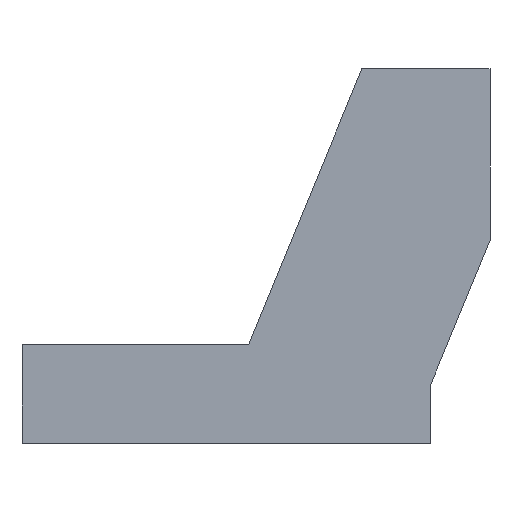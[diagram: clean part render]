
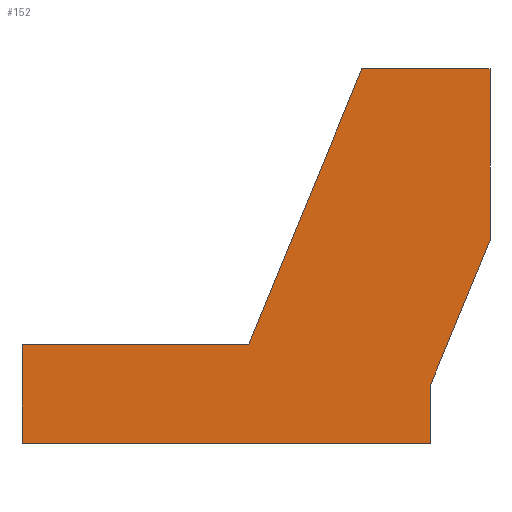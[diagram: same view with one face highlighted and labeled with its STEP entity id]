
A CAD part, front view. The second image highlights one B-rep face of the part: STEP entity #152.
In plain terms, the highlighted planar face has unit normal (0, -1, 0).
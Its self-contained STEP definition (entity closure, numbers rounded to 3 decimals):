
#1 = DIRECTION ( 'NONE',  ( -1., 0., 0. ) ) ;
#62 = CARTESIAN_POINT ( 'NONE',  ( 130., -236.167, -119. ) ) ;
#84 = VECTOR ( 'NONE', #100, 1000. ) ;
#93 = ORIENTED_EDGE ( 'NONE', *, *, #1223, .T. ) ;
#100 = DIRECTION ( 'NONE',  ( 0.38, 0., 0.925 ) ) ;
#113 = CARTESIAN_POINT ( 'NONE',  ( 130., -236.167, -119. ) ) ;
#132 = VECTOR ( 'NONE', #1, 1000. ) ;
#141 = VERTEX_POINT ( 'NONE', #920 ) ;
#152 = ADVANCED_FACE ( 'NONE', ( #1133 ), #751, .T. ) ;
#168 = LINE ( 'NONE', #798, #840 ) ;
#219 = CARTESIAN_POINT ( 'NONE',  ( 130., -236.167, -109. ) ) ;
#230 = VERTEX_POINT ( 'NONE', #219 ) ;
#279 = CARTESIAN_POINT ( 'NONE',  ( 130., -236.167, -119. ) ) ;
#307 = ORIENTED_EDGE ( 'NONE', *, *, #514, .T. ) ;
#321 = VECTOR ( 'NONE', #774, 1000. ) ;
#324 = LINE ( 'NONE', #769, #1014 ) ;
#347 = EDGE_CURVE ( 'NONE', #733, #711, #946, .T. ) ;
#359 = VERTEX_POINT ( 'NONE', #878 ) ;
#405 = DIRECTION ( 'NONE',  ( -0.38, 0., -0.925 ) ) ;
#432 = LINE ( 'NONE', #279, #321 ) ;
#442 = AXIS2_PLACEMENT_3D ( 'NONE', #62, #959, #755 ) ;
#481 = ORIENTED_EDGE ( 'NONE', *, *, #678, .T. ) ;
#509 = CARTESIAN_POINT ( 'NONE',  ( 171.5, -236.167, -113. ) ) ;
#514 = EDGE_CURVE ( 'NONE', #711, #1198, #324, .T. ) ;
#526 = DIRECTION ( 'NONE',  ( 0., 0., 1. ) ) ;
#587 = VECTOR ( 'NONE', #782, 1000. ) ;
#611 = CARTESIAN_POINT ( 'NONE',  ( 130., -236.167, -109. ) ) ;
#613 = EDGE_LOOP ( 'NONE', ( #1099, #802, #830, #307, #481, #832, #933, #93 ) ) ;
#620 = CARTESIAN_POINT ( 'NONE',  ( 177.5, -236.167, -98.391 ) ) ;
#670 = LINE ( 'NONE', #611, #132 ) ;
#678 = EDGE_CURVE ( 'NONE', #1198, #141, #168, .T. ) ;
#686 = EDGE_CURVE ( 'NONE', #141, #230, #670, .T. ) ;
#693 = VERTEX_POINT ( 'NONE', #113 ) ;
#711 = VERTEX_POINT ( 'NONE', #805 ) ;
#725 = EDGE_CURVE ( 'NONE', #359, #733, #828, .T. ) ;
#733 = VERTEX_POINT ( 'NONE', #620 ) ;
#740 = EDGE_CURVE ( 'NONE', #1015, #359, #1112, .T. ) ;
#743 = CARTESIAN_POINT ( 'NONE',  ( 164.5, -236.167, -81. ) ) ;
#751 = PLANE ( 'NONE',  #442 ) ;
#755 = DIRECTION ( 'NONE',  ( 0., 0., -1. ) ) ;
#769 = CARTESIAN_POINT ( 'NONE',  ( 130., -236.167, -81. ) ) ;
#774 = DIRECTION ( 'NONE',  ( 0., 0., -1. ) ) ;
#782 = DIRECTION ( 'NONE',  ( 0., 0., 1. ) ) ;
#798 = CARTESIAN_POINT ( 'NONE',  ( 164.5, -236.167, -81. ) ) ;
#799 = LINE ( 'NONE', #1257, #1028 ) ;
#802 = ORIENTED_EDGE ( 'NONE', *, *, #725, .T. ) ;
#805 = CARTESIAN_POINT ( 'NONE',  ( 177.5, -236.167, -81. ) ) ;
#813 = VECTOR ( 'NONE', #526, 1000. ) ;
#827 = CARTESIAN_POINT ( 'NONE',  ( 171.5, -236.167, -119. ) ) ;
#828 = LINE ( 'NONE', #509, #84 ) ;
#830 = ORIENTED_EDGE ( 'NONE', *, *, #347, .T. ) ;
#832 = ORIENTED_EDGE ( 'NONE', *, *, #686, .T. ) ;
#840 = VECTOR ( 'NONE', #405, 1000. ) ;
#878 = CARTESIAN_POINT ( 'NONE',  ( 171.5, -236.167, -113. ) ) ;
#920 = CARTESIAN_POINT ( 'NONE',  ( 153., -236.167, -109. ) ) ;
#933 = ORIENTED_EDGE ( 'NONE', *, *, #1296, .T. ) ;
#946 = LINE ( 'NONE', #1190, #587 ) ;
#955 = DIRECTION ( 'NONE',  ( 1., 0., 0. ) ) ;
#959 = DIRECTION ( 'NONE',  ( 0., -1., 0. ) ) ;
#968 = DIRECTION ( 'NONE',  ( -1., 0., 0. ) ) ;
#1014 = VECTOR ( 'NONE', #968, 1000. ) ;
#1015 = VERTEX_POINT ( 'NONE', #827 ) ;
#1028 = VECTOR ( 'NONE', #955, 1000. ) ;
#1099 = ORIENTED_EDGE ( 'NONE', *, *, #740, .T. ) ;
#1112 = LINE ( 'NONE', #1119, #813 ) ;
#1119 = CARTESIAN_POINT ( 'NONE',  ( 171.5, -236.167, -119. ) ) ;
#1133 = FACE_OUTER_BOUND ( 'NONE', #613, .T. ) ;
#1190 = CARTESIAN_POINT ( 'NONE',  ( 177.5, -236.167, -119. ) ) ;
#1198 = VERTEX_POINT ( 'NONE', #743 ) ;
#1223 = EDGE_CURVE ( 'NONE', #693, #1015, #799, .T. ) ;
#1257 = CARTESIAN_POINT ( 'NONE',  ( 128., -236.167, -119. ) ) ;
#1296 = EDGE_CURVE ( 'NONE', #230, #693, #432, .T. ) ;
